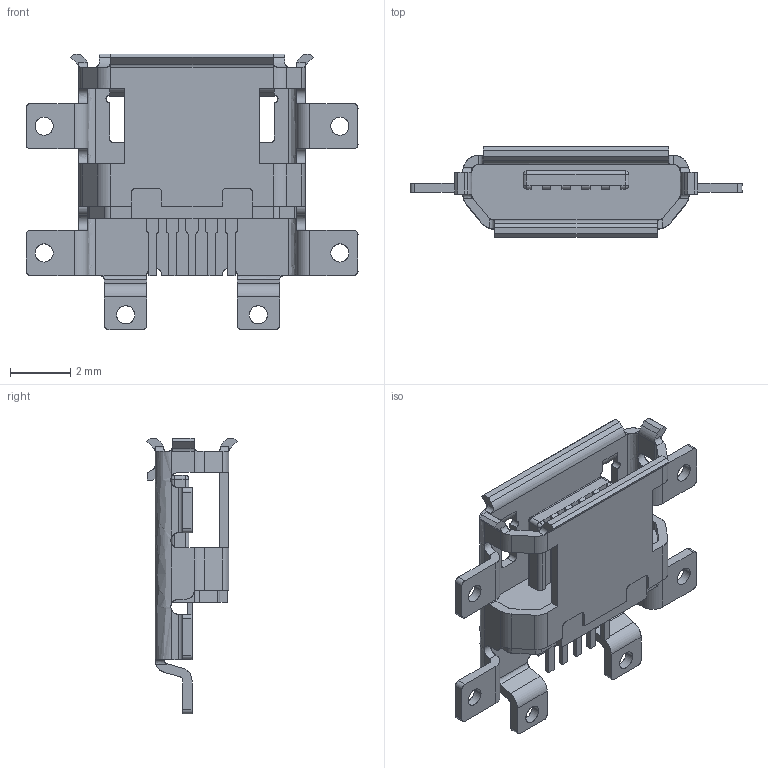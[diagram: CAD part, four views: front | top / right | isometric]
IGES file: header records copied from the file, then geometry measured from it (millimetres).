
Start section: SolidWorks IGES file using analytic representation for surfaces
Global section: file name: CKelleher'KMMLX-BSMT5SB-30TR_rA1.IGS; native system: SolidWorks 2006 by SolidWorks Corporation; preprocessor: SolidWorks 2006 by SolidWorks Corporation; author: Ckelleher; date: 101021.164850; units: millimetre
Bounding box: 11 x 2.99 x 9.14 mm (x, y, z)
Surface area: 289.2 mm2 (no closed solid volume)
Topology: 0 solids, 0 shells, 353 faces, 2833 edges, 2829 vertices
Faces by surface type: bspline 204, revolution 149
